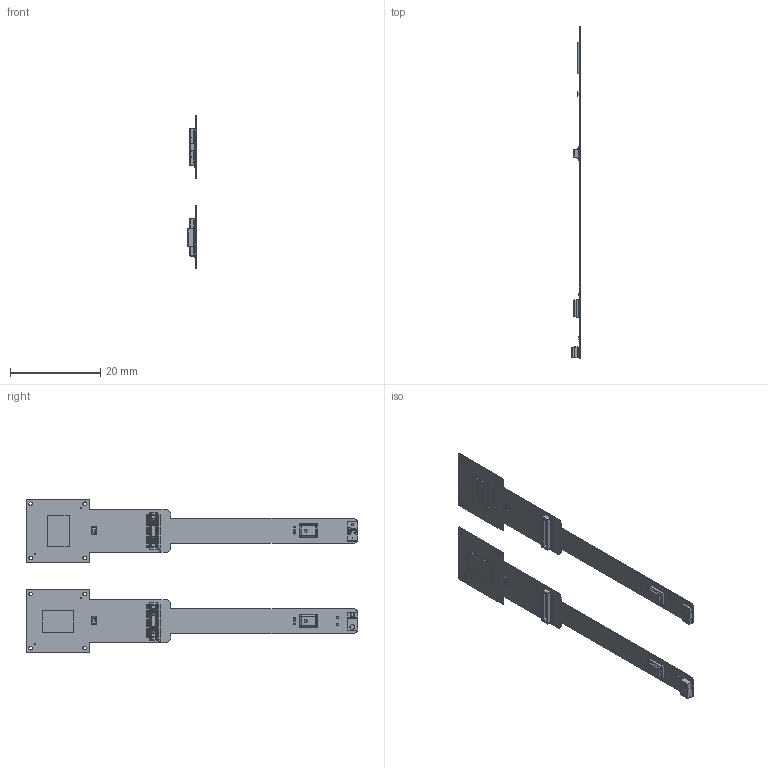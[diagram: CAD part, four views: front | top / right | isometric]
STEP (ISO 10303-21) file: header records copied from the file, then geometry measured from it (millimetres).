
FILE_DESCRIPTION(('HOOPS Exchange Step'),'2;1');
FILE_NAME('temp_export','2021-11-03T22:31:06+01:00',('mobile'),('Shapr3D Limited'),'HOOPS Exchange 2021.1','Shapr3D','Authorized');
FILE_SCHEMA( ('AP203_CONFIGURATION_CONTROLLED_3D_DESIGN_OF_MECHANICAL_PARTS_AND_ASSEMBLIES_MIM_LF') );
Length unit declared in the file: millimetre
Products named in the file (16): 0; 6CE0E177-CA27-40F5-A14C-D1123C6B1EB6.tmp
Assembly tree (15 placements, depth 4):
  6CE0E177-CA27-40F5-A14C-D1123C6B1EB6.tmp
    0
      0
      0
      0
        0
        0
      0
      0
    0
      0
      0
      0
        0
      0
      0
Bounding box: 1.82 x 73.5 x 34 mm (x, y, z)
Volume: 328.9 mm3; surface area: 2920.7 mm2
Topology: 35 solids, 35 shells, 1875 faces, 5093 edges, 3356 vertices
Faces by surface type: plane 1264, cylinder 436, extrusion 121, torus 26, sphere 16, cone 12
Full cylindrical faces by diameter (mm): 0.2 x1, 0.3 x4, 0.4 x1, 0.5 x2, 0.65 x2, 0.8 x8, 1.1 x1
Entity records: 64364 total; most frequent: CARTESIAN_POINT 16135, ORIENTED_EDGE 10154, DIRECTION 9362, EDGE_CURVE 5077, VECTOR 3988, LINE 3867, VERTEX_POINT 3356, AXIS2_PLACEMENT_3D 2687
